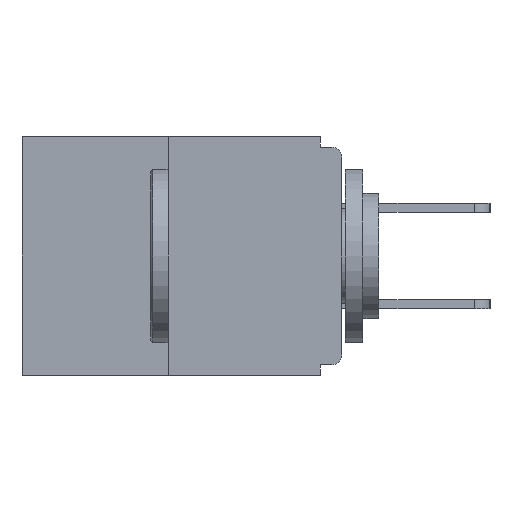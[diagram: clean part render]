
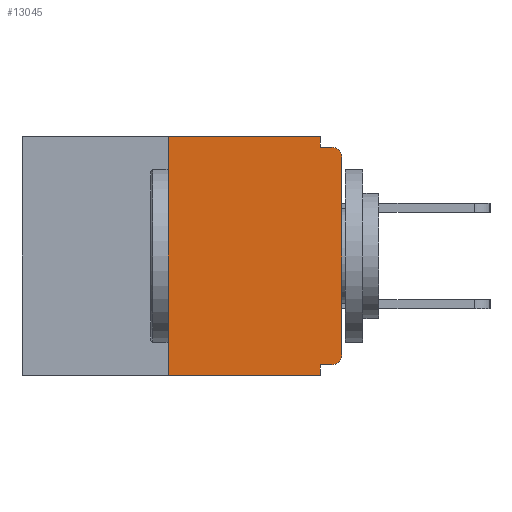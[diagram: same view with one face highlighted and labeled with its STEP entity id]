
A CAD part, left-side view. The second image highlights one B-rep face of the part: STEP entity #13045.
In plain terms, the highlighted planar face has unit normal (-1, 0, 0).
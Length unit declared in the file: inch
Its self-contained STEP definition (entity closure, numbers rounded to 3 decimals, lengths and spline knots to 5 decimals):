
#53 = ORIENTED_EDGE ( 'NONE', *, *, #10575, .F. ) ;
#357 = CARTESIAN_POINT ( 'NONE',  ( 0., 0.031, -0.343 ) ) ;
#695 = CARTESIAN_POINT ( 'NONE',  ( 0., 0., 0. ) ) ;
#796 = CARTESIAN_POINT ( 'NONE',  ( 0., 0.46, 0. ) ) ;
#1075 = LINE ( 'NONE', #796, #6021 ) ;
#1169 = AXIS2_PLACEMENT_3D ( 'NONE', #7092, #10243, #8114 ) ;
#1299 = LINE ( 'NONE', #10734, #7122 ) ;
#1330 = VECTOR ( 'NONE', #9136, 39.37008 ) ;
#1676 = VERTEX_POINT ( 'NONE', #5480 ) ;
#1704 = ORIENTED_EDGE ( 'NONE', *, *, #2541, .T. ) ;
#2017 = VERTEX_POINT ( 'NONE', #13568 ) ;
#2022 = VECTOR ( 'NONE', #7633, 39.37008 ) ;
#2089 = CARTESIAN_POINT ( 'NONE',  ( 0., 0.015, -0.313 ) ) ;
#2090 = LINE ( 'NONE', #7904, #6739 ) ;
#2220 = AXIS2_PLACEMENT_3D ( 'NONE', #8956, #7949, #12248 ) ;
#2423 = CARTESIAN_POINT ( 'NONE',  ( 0., 0.015, -0.015 ) ) ;
#2541 = EDGE_CURVE ( 'NONE', #6743, #3069, #10360, .T. ) ;
#2698 = DIRECTION ( 'NONE',  ( 0., -1., 0. ) ) ;
#2991 = EDGE_CURVE ( 'NONE', #13680, #6171, #5135, .T. ) ;
#3069 = VERTEX_POINT ( 'NONE', #4917 ) ;
#3165 = DIRECTION ( 'NONE',  ( 0., 0., -1. ) ) ;
#3394 = VECTOR ( 'NONE', #2698, 39.37008 ) ;
#3478 = DIRECTION ( 'NONE',  ( 0., -1., 0. ) ) ;
#3619 = EDGE_CURVE ( 'NONE', #1676, #2017, #1299, .T. ) ;
#3620 = ORIENTED_EDGE ( 'NONE', *, *, #3979, .T. ) ;
#3685 = CIRCLE ( 'NONE', #2220, 0.015 ) ;
#3959 = ORIENTED_EDGE ( 'NONE', *, *, #12155, .T. ) ;
#3979 = EDGE_CURVE ( 'NONE', #13680, #6743, #6418, .T. ) ;
#4468 = VECTOR ( 'NONE', #5916, 39.37008 ) ;
#4844 = PLANE ( 'NONE',  #1169 ) ;
#4896 = LINE ( 'NONE', #7966, #3394 ) ;
#4917 = CARTESIAN_POINT ( 'NONE',  ( 0., 0., -0.03 ) ) ;
#5135 = LINE ( 'NONE', #12167, #1330 ) ;
#5293 = DIRECTION ( 'NONE',  ( -1., 0., 0. ) ) ;
#5373 = DIRECTION ( 'NONE',  ( 0., 0., -1. ) ) ;
#5387 = CARTESIAN_POINT ( 'NONE',  ( 0., 0., -0.313 ) ) ;
#5480 = CARTESIAN_POINT ( 'NONE',  ( 0., 0.031, 0. ) ) ;
#5591 = CARTESIAN_POINT ( 'NONE',  ( 0., 0.25, -0.343 ) ) ;
#5838 = AXIS2_PLACEMENT_3D ( 'NONE', #2089, #5293, #6351 ) ;
#5916 = DIRECTION ( 'NONE',  ( 0., 0., 1. ) ) ;
#6021 = VECTOR ( 'NONE', #8072, 39.37008 ) ;
#6171 = VERTEX_POINT ( 'NONE', #13758 ) ;
#6181 = VECTOR ( 'NONE', #5373, 39.37008 ) ;
#6351 = DIRECTION ( 'NONE',  ( 0., 0., -1. ) ) ;
#6397 = EDGE_CURVE ( 'NONE', #12218, #1676, #1075, .T. ) ;
#6418 = CIRCLE ( 'NONE', #5838, 0.015 ) ;
#6739 = VECTOR ( 'NONE', #3478, 39.37008 ) ;
#6743 = VERTEX_POINT ( 'NONE', #5387 ) ;
#6831 = EDGE_LOOP ( 'NONE', ( #7910, #13564, #3959, #9957, #10011, #3620, #1704, #10671, #53, #7468 ) ) ;
#7007 = EDGE_CURVE ( 'NONE', #3069, #9712, #3685, .T. ) ;
#7024 = LINE ( 'NONE', #8642, #2022 ) ;
#7092 = CARTESIAN_POINT ( 'NONE',  ( 0., 0.46, 0. ) ) ;
#7122 = VECTOR ( 'NONE', #3165, 39.37008 ) ;
#7335 = EDGE_CURVE ( 'NONE', #12839, #12218, #7024, .T. ) ;
#7468 = ORIENTED_EDGE ( 'NONE', *, *, #3619, .F. ) ;
#7633 = DIRECTION ( 'NONE',  ( 0., 0., 1. ) ) ;
#7687 = VERTEX_POINT ( 'NONE', #357 ) ;
#7904 = CARTESIAN_POINT ( 'NONE',  ( 0., 0., -0.015 ) ) ;
#7910 = ORIENTED_EDGE ( 'NONE', *, *, #6397, .F. ) ;
#7949 = DIRECTION ( 'NONE',  ( -1., 0., 0. ) ) ;
#7966 = CARTESIAN_POINT ( 'NONE',  ( 0., 0.46, -0.343 ) ) ;
#8072 = DIRECTION ( 'NONE',  ( 0., -1., 0. ) ) ;
#8114 = DIRECTION ( 'NONE',  ( 0., 0., -1. ) ) ;
#8642 = CARTESIAN_POINT ( 'NONE',  ( 0., 0.25, 0. ) ) ;
#8956 = CARTESIAN_POINT ( 'NONE',  ( 0., 0.015, -0.03 ) ) ;
#9136 = DIRECTION ( 'NONE',  ( 0., 1., 0. ) ) ;
#9712 = VERTEX_POINT ( 'NONE', #2423 ) ;
#9713 = LINE ( 'NONE', #11645, #6181 ) ;
#9893 = FACE_OUTER_BOUND ( 'NONE', #6831, .T. ) ;
#9957 = ORIENTED_EDGE ( 'NONE', *, *, #13055, .F. ) ;
#10011 = ORIENTED_EDGE ( 'NONE', *, *, #2991, .F. ) ;
#10243 = DIRECTION ( 'NONE',  ( 1., 0., 0. ) ) ;
#10360 = LINE ( 'NONE', #695, #4468 ) ;
#10575 = EDGE_CURVE ( 'NONE', #2017, #9712, #2090, .T. ) ;
#10671 = ORIENTED_EDGE ( 'NONE', *, *, #7007, .T. ) ;
#10734 = CARTESIAN_POINT ( 'NONE',  ( 0., 0.031, 0. ) ) ;
#11330 = CARTESIAN_POINT ( 'NONE',  ( 0., 0.25, 0. ) ) ;
#11645 = CARTESIAN_POINT ( 'NONE',  ( 0., 0.031, -0.343 ) ) ;
#11768 = CARTESIAN_POINT ( 'NONE',  ( 0., 0.015, -0.328 ) ) ;
#12155 = EDGE_CURVE ( 'NONE', #12839, #7687, #4896, .T. ) ;
#12167 = CARTESIAN_POINT ( 'NONE',  ( 0., 0., -0.328 ) ) ;
#12218 = VERTEX_POINT ( 'NONE', #11330 ) ;
#12248 = DIRECTION ( 'NONE',  ( 0., 0., -1. ) ) ;
#12839 = VERTEX_POINT ( 'NONE', #5591 ) ;
#13045 = ADVANCED_FACE ( 'NONE', ( #9893 ), #4844, .F. ) ;
#13055 = EDGE_CURVE ( 'NONE', #6171, #7687, #9713, .T. ) ;
#13564 = ORIENTED_EDGE ( 'NONE', *, *, #7335, .F. ) ;
#13568 = CARTESIAN_POINT ( 'NONE',  ( 0., 0.031, -0.015 ) ) ;
#13680 = VERTEX_POINT ( 'NONE', #11768 ) ;
#13758 = CARTESIAN_POINT ( 'NONE',  ( 0., 0.031, -0.328 ) ) ;
